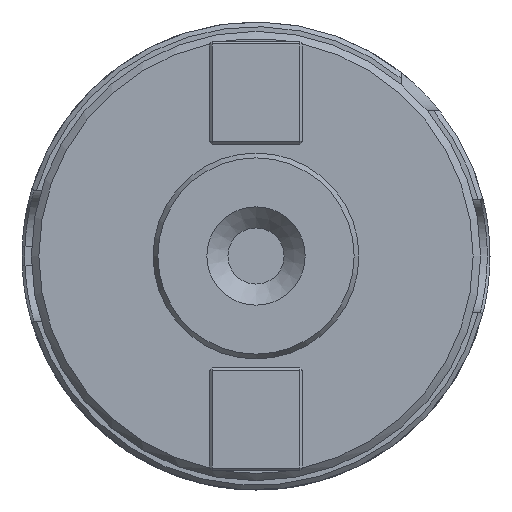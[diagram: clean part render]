
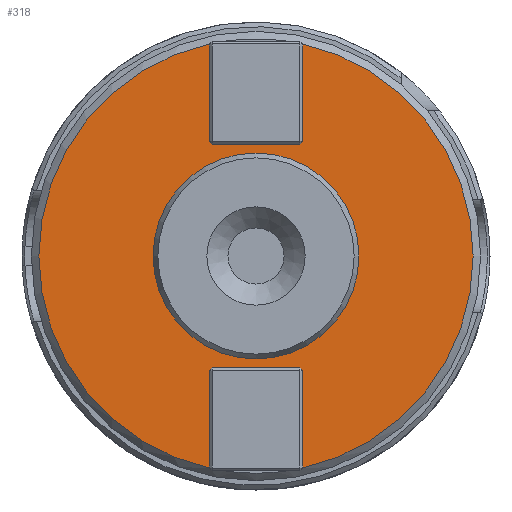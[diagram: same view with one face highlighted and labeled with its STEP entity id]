
A CAD part, left-side view. The second image highlights one B-rep face of the part: STEP entity #318.
In plain terms, the highlighted planar face has unit normal (-1, 0, 0).
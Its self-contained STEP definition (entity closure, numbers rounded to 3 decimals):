
#218=FACE_BOUND('',#640,.T.);
#219=FACE_BOUND('',#641,.T.);
#318=ADVANCED_FACE('',(#218,#219),#399,.F.);
#399=PLANE('',#2270);
#640=EDGE_LOOP('',(#1385));
#641=EDGE_LOOP('',(#1386,#1387,#1388,#1389,#1390,#1391,#1392,#1393,#1394,
#1395,#1396,#1397,#1398,#1399,#1400,#1401));
#760=LINE('',#3991,#898);
#761=LINE('',#3993,#899);
#762=LINE('',#3995,#900);
#763=LINE('',#3997,#901);
#764=LINE('',#3999,#902);
#765=LINE('',#4001,#903);
#766=LINE('',#4003,#904);
#767=LINE('',#4004,#905);
#768=LINE('',#4006,#906);
#769=LINE('',#4008,#907);
#770=LINE('',#4010,#908);
#771=LINE('',#4012,#909);
#772=LINE('',#4014,#910);
#773=LINE('',#4016,#911);
#898=VECTOR('',#2684,1.);
#899=VECTOR('',#2685,1.);
#900=VECTOR('',#2686,1.);
#901=VECTOR('',#2687,1.);
#902=VECTOR('',#2688,1.);
#903=VECTOR('',#2689,1.);
#904=VECTOR('',#2690,1.);
#905=VECTOR('',#2691,1.);
#906=VECTOR('',#2692,1.);
#907=VECTOR('',#2693,1.);
#908=VECTOR('',#2694,1.);
#909=VECTOR('',#2695,1.);
#910=VECTOR('',#2696,1.);
#911=VECTOR('',#2697,1.);
#1385=ORIENTED_EDGE('',*,*,#1965,.F.);
#1386=ORIENTED_EDGE('',*,*,#1957,.T.);
#1387=ORIENTED_EDGE('',*,*,#1966,.T.);
#1388=ORIENTED_EDGE('',*,*,#1967,.T.);
#1389=ORIENTED_EDGE('',*,*,#1968,.T.);
#1390=ORIENTED_EDGE('',*,*,#1969,.T.);
#1391=ORIENTED_EDGE('',*,*,#1970,.T.);
#1392=ORIENTED_EDGE('',*,*,#1971,.T.);
#1393=ORIENTED_EDGE('',*,*,#1972,.T.);
#1394=ORIENTED_EDGE('',*,*,#1962,.T.);
#1395=ORIENTED_EDGE('',*,*,#1973,.T.);
#1396=ORIENTED_EDGE('',*,*,#1974,.T.);
#1397=ORIENTED_EDGE('',*,*,#1975,.T.);
#1398=ORIENTED_EDGE('',*,*,#1976,.T.);
#1399=ORIENTED_EDGE('',*,*,#1977,.T.);
#1400=ORIENTED_EDGE('',*,*,#1978,.T.);
#1401=ORIENTED_EDGE('',*,*,#1979,.T.);
#1699=VERTEX_POINT('',#3955);
#1700=VERTEX_POINT('',#3957);
#1703=VERTEX_POINT('',#3976);
#1704=VERTEX_POINT('',#3978);
#1706=VERTEX_POINT('',#3990);
#1707=VERTEX_POINT('',#3992);
#1708=VERTEX_POINT('',#3994);
#1709=VERTEX_POINT('',#3996);
#1710=VERTEX_POINT('',#3998);
#1711=VERTEX_POINT('',#4000);
#1712=VERTEX_POINT('',#4002);
#1713=VERTEX_POINT('',#4005);
#1714=VERTEX_POINT('',#4007);
#1715=VERTEX_POINT('',#4009);
#1716=VERTEX_POINT('',#4011);
#1717=VERTEX_POINT('',#4013);
#1718=VERTEX_POINT('',#4015);
#1957=EDGE_CURVE('',#1700,#1699,#2104,.T.);
#1962=EDGE_CURVE('',#1704,#1703,#2105,.T.);
#1965=EDGE_CURVE('',#1706,#1706,#2106,.T.);
#1966=EDGE_CURVE('',#1699,#1707,#760,.T.);
#1967=EDGE_CURVE('',#1707,#1708,#761,.T.);
#1968=EDGE_CURVE('',#1708,#1709,#762,.T.);
#1969=EDGE_CURVE('',#1709,#1710,#763,.T.);
#1970=EDGE_CURVE('',#1710,#1711,#764,.T.);
#1971=EDGE_CURVE('',#1711,#1712,#765,.T.);
#1972=EDGE_CURVE('',#1712,#1704,#766,.T.);
#1973=EDGE_CURVE('',#1703,#1713,#767,.T.);
#1974=EDGE_CURVE('',#1713,#1714,#768,.T.);
#1975=EDGE_CURVE('',#1714,#1715,#769,.T.);
#1976=EDGE_CURVE('',#1715,#1716,#770,.T.);
#1977=EDGE_CURVE('',#1716,#1717,#771,.T.);
#1978=EDGE_CURVE('',#1717,#1718,#772,.T.);
#1979=EDGE_CURVE('',#1718,#1700,#773,.T.);
#2104=CIRCLE('',#2266,23.2);
#2105=CIRCLE('',#2267,23.2);
#2106=CIRCLE('',#2269,11.);
#2266=AXIS2_PLACEMENT_3D('',#3956,#2676,#2677);
#2267=AXIS2_PLACEMENT_3D('',#3977,#2678,#2679);
#2269=AXIS2_PLACEMENT_3D('',#3989,#2682,#2683);
#2270=AXIS2_PLACEMENT_3D('',#4017,#2698,#2699);
#2676=DIRECTION('',(-1.,0.,0.));
#2677=DIRECTION('',(0.,0.,-1.));
#2678=DIRECTION('',(-1.,0.,0.));
#2679=DIRECTION('',(0.,0.,-1.));
#2682=DIRECTION('',(-1.,0.,0.));
#2683=DIRECTION('',(0.,0.,-1.));
#2684=DIRECTION('',(0.,0.707,0.707));
#2685=DIRECTION('',(0.,0.,1.));
#2686=DIRECTION('',(0.,-0.707,0.707));
#2687=DIRECTION('',(0.,-1.,0.));
#2688=DIRECTION('',(0.,-0.707,-0.707));
#2689=DIRECTION('',(0.,0.,-1.));
#2690=DIRECTION('',(0.,0.707,-0.707));
#2691=DIRECTION('',(0.,-0.707,-0.707));
#2692=DIRECTION('',(0.,0.,-1.));
#2693=DIRECTION('',(0.,0.707,-0.707));
#2694=DIRECTION('',(0.,1.,0.));
#2695=DIRECTION('',(0.,0.707,0.707));
#2696=DIRECTION('',(0.,0.,1.));
#2697=DIRECTION('',(0.,-0.707,0.707));
#2698=DIRECTION('',(1.,0.,0.));
#2699=DIRECTION('',(0.,0.,-1.));
#3955=CARTESIAN_POINT('',(19.,4.994,-22.656));
#3956=CARTESIAN_POINT('',(19.,0.,0.));
#3957=CARTESIAN_POINT('',(19.,4.994,22.656));
#3976=CARTESIAN_POINT('',(19.,-4.994,22.656));
#3977=CARTESIAN_POINT('',(19.,0.,0.));
#3978=CARTESIAN_POINT('',(19.,-4.994,-22.656));
#3989=CARTESIAN_POINT('',(19.,0.,0.));
#3990=CARTESIAN_POINT('',(19.,0.,-11.));
#3991=CARTESIAN_POINT('',(19.,20.043,-7.607));
#3992=CARTESIAN_POINT('',(19.,5.,-22.65));
#3993=CARTESIAN_POINT('',(19.,5.,12.435));
#3994=CARTESIAN_POINT('',(19.,5.,-12.25));
#3995=CARTESIAN_POINT('',(19.,-9.843,2.593));
#3996=CARTESIAN_POINT('',(19.,4.7,-11.95));
#3997=CARTESIAN_POINT('',(19.,0.,-11.95));
#3998=CARTESIAN_POINT('',(19.,-4.7,-11.95));
#3999=CARTESIAN_POINT('',(19.,9.843,2.593));
#4000=CARTESIAN_POINT('',(19.,-5.,-12.25));
#4001=CARTESIAN_POINT('',(19.,-5.,12.435));
#4002=CARTESIAN_POINT('',(19.,-5.,-22.65));
#4003=CARTESIAN_POINT('',(19.,-20.043,-7.607));
#4004=CARTESIAN_POINT('',(19.,-7.607,20.043));
#4005=CARTESIAN_POINT('',(19.,-5.,22.65));
#4006=CARTESIAN_POINT('',(19.,-5.,12.435));
#4007=CARTESIAN_POINT('',(19.,-5.,12.25));
#4008=CARTESIAN_POINT('',(19.,-2.593,9.843));
#4009=CARTESIAN_POINT('',(19.,-4.7,11.95));
#4010=CARTESIAN_POINT('',(19.,0.,11.95));
#4011=CARTESIAN_POINT('',(19.,4.7,11.95));
#4012=CARTESIAN_POINT('',(19.,2.593,9.843));
#4013=CARTESIAN_POINT('',(19.,5.,12.25));
#4014=CARTESIAN_POINT('',(19.,5.,12.435));
#4015=CARTESIAN_POINT('',(19.,5.,22.65));
#4016=CARTESIAN_POINT('',(19.,7.607,20.043));
#4017=CARTESIAN_POINT('',(19.,0.,12.435));
